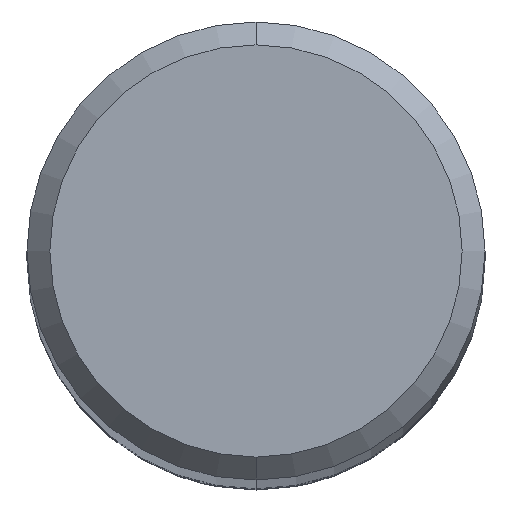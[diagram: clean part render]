
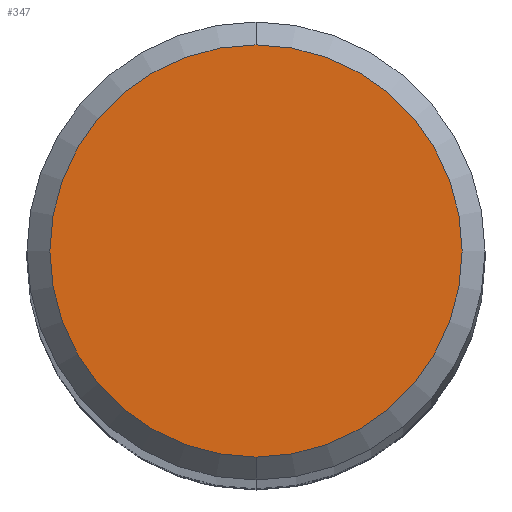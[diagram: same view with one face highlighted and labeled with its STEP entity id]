
A CAD part, top view. The second image highlights one B-rep face of the part: STEP entity #347.
In plain terms, the highlighted planar face has unit normal (0, 0, 1).
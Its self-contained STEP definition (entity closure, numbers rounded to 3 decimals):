
#183=EDGE_CURVE('',#445,#417,#488,.T.);
#347=ADVANCED_FACE('',(#665),#666,.T.);
#417=VERTEX_POINT('',#749);
#421=EDGE_CURVE('',#417,#445,#753,.T.);
#445=VERTEX_POINT('',#777);
#488=CIRCLE('',#833,4.5);
#665=FACE_OUTER_BOUND('',#1182,.T.);
#666=PLANE('',#1183);
#749=CARTESIAN_POINT('',(0.0,4.5,0.0));
#753=CIRCLE('',#1330,4.5);
#777=CARTESIAN_POINT('',(0.,-4.5,0.0));
#833=AXIS2_PLACEMENT_3D('',#1486,#1487,#1488);
#1182=EDGE_LOOP('',(#1652,#1653));
#1183=AXIS2_PLACEMENT_3D('',#1654,#1655,#1656);
#1330=AXIS2_PLACEMENT_3D('',#1782,#1783,#1784);
#1486=CARTESIAN_POINT('',(0.0,0.0,0.0));
#1487=DIRECTION('',(0.0,0.0,-1.0));
#1488=DIRECTION('',(0.0,1.0,0.0));
#1652=ORIENTED_EDGE('',*,*,#421,.F.);
#1653=ORIENTED_EDGE('',*,*,#183,.F.);
#1654=CARTESIAN_POINT('',(0.0,2.25,0.0));
#1655=DIRECTION('',(-0.0,0.0,1.0));
#1656=DIRECTION('',(0.0,-1.0,0.0));
#1782=CARTESIAN_POINT('',(0.0,0.0,0.0));
#1783=DIRECTION('',(0.0,0.0,-1.0));
#1784=DIRECTION('',(0.0,1.0,0.0));
